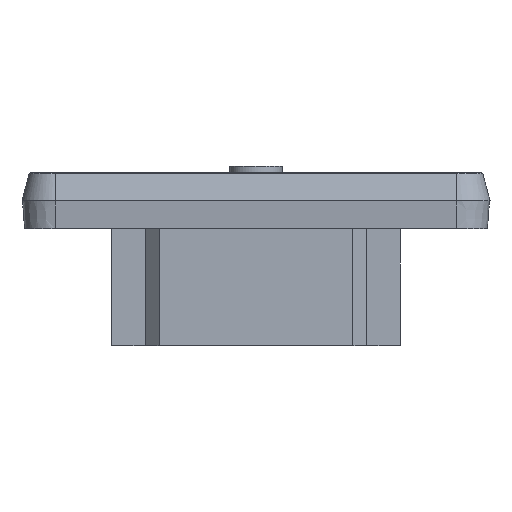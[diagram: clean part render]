
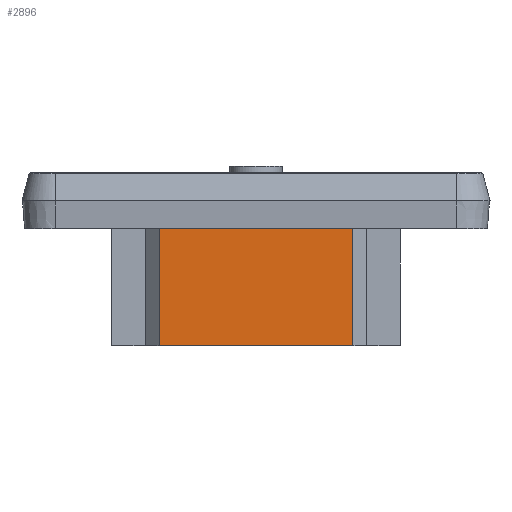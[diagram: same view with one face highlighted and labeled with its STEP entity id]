
A CAD part, front view. The second image highlights one B-rep face of the part: STEP entity #2896.
In plain terms, the highlighted planar face has unit normal (0, -1, 0).
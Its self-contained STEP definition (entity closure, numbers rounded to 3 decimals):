
#111 = EDGE_CURVE ( 'NONE', #973, #3909, #144, .T. ) ;
#144 = B_SPLINE_CURVE_WITH_KNOTS ( 'NONE', 3,
 ( #2297, #2667, #4700, #4679 ),
 .UNSPECIFIED., .F., .F.,
 ( 4, 4 ),
 ( 0., 1. ),
 .UNSPECIFIED. ) ;
#207 = VERTEX_POINT ( 'NONE', #3626 ) ;
#441 = ORIENTED_EDGE ( 'NONE', *, *, #4716, .T. ) ;
#453 = CARTESIAN_POINT ( 'NONE',  ( 17.394, -19.9, 0. ) ) ;
#787 = CARTESIAN_POINT ( 'NONE',  ( 17.394, -19.9, -7. ) ) ;
#973 = VERTEX_POINT ( 'NONE', #4766 ) ;
#1044 = ORIENTED_EDGE ( 'NONE', *, *, #111, .T. ) ;
#1136 = CARTESIAN_POINT ( 'NONE',  ( -17.394, -19.9, 0. ) ) ;
#1428 = CARTESIAN_POINT ( 'NONE',  ( -17.394, -19.9, 0. ) ) ;
#1487 = ORIENTED_EDGE ( 'NONE', *, *, #5095, .T. ) ;
#1498 = EDGE_LOOP ( 'NONE', ( #1487, #1044, #441, #4115 ) ) ;
#1814 = B_SPLINE_CURVE_WITH_KNOTS ( 'NONE', 3,
 ( #2332, #3500, #787, #5074 ),
 .UNSPECIFIED., .F., .F.,
 ( 4, 4 ),
 ( 0., 1. ),
 .UNSPECIFIED. ) ;
#1937 = AXIS2_PLACEMENT_3D ( 'NONE', #453, #4835, #2543 ) ;
#2297 = CARTESIAN_POINT ( 'NONE',  ( 17.394, -19.9, 0. ) ) ;
#2302 = CARTESIAN_POINT ( 'NONE',  ( 17.394, -19.9, -21. ) ) ;
#2332 = CARTESIAN_POINT ( 'NONE',  ( 17.394, -19.9, -21. ) ) ;
#2396 = CARTESIAN_POINT ( 'NONE',  ( -17.394, -19.9, -21. ) ) ;
#2416 = CARTESIAN_POINT ( 'NONE',  ( -17.394, -19.9, -21. ) ) ;
#2543 = DIRECTION ( 'NONE',  ( -1., 0., 0. ) ) ;
#2641 = EDGE_CURVE ( 'NONE', #207, #4215, #3519, .T. ) ;
#2667 = CARTESIAN_POINT ( 'NONE',  ( 5.798, -19.9, 0. ) ) ;
#2896 = ADVANCED_FACE ( 'NONE', ( #3346 ), #4388, .T. ) ;
#3146 = CARTESIAN_POINT ( 'NONE',  ( -17.394, -19.9, -14. ) ) ;
#3169 = CARTESIAN_POINT ( 'NONE',  ( -17.394, -19.9, -7. ) ) ;
#3235 = B_SPLINE_CURVE_WITH_KNOTS ( 'NONE', 3,
 ( #1136, #3169, #3146, #2416 ),
 .UNSPECIFIED., .F., .F.,
 ( 4, 4 ),
 ( 0., 1. ),
 .UNSPECIFIED. ) ;
#3346 = FACE_OUTER_BOUND ( 'NONE', #1498, .T. ) ;
#3500 = CARTESIAN_POINT ( 'NONE',  ( 17.394, -19.9, -14. ) ) ;
#3519 = B_SPLINE_CURVE_WITH_KNOTS ( 'NONE', 3,
 ( #2396, #3590, #3883, #2302 ),
 .UNSPECIFIED., .F., .F.,
 ( 4, 4 ),
 ( 0., 1. ),
 .UNSPECIFIED. ) ;
#3590 = CARTESIAN_POINT ( 'NONE',  ( -5.798, -19.9, -21. ) ) ;
#3626 = CARTESIAN_POINT ( 'NONE',  ( -17.394, -19.9, -21. ) ) ;
#3883 = CARTESIAN_POINT ( 'NONE',  ( 5.798, -19.9, -21. ) ) ;
#3909 = VERTEX_POINT ( 'NONE', #1428 ) ;
#4115 = ORIENTED_EDGE ( 'NONE', *, *, #2641, .T. ) ;
#4215 = VERTEX_POINT ( 'NONE', #4972 ) ;
#4388 = PLANE ( 'NONE',  #1937 ) ;
#4679 = CARTESIAN_POINT ( 'NONE',  ( -17.394, -19.9, 0. ) ) ;
#4700 = CARTESIAN_POINT ( 'NONE',  ( -5.798, -19.9, 0. ) ) ;
#4716 = EDGE_CURVE ( 'NONE', #3909, #207, #3235, .T. ) ;
#4766 = CARTESIAN_POINT ( 'NONE',  ( 17.394, -19.9, 0. ) ) ;
#4835 = DIRECTION ( 'NONE',  ( 0., -1., 0. ) ) ;
#4972 = CARTESIAN_POINT ( 'NONE',  ( 17.394, -19.9, -21. ) ) ;
#5074 = CARTESIAN_POINT ( 'NONE',  ( 17.394, -19.9, 0. ) ) ;
#5095 = EDGE_CURVE ( 'NONE', #4215, #973, #1814, .T. ) ;
